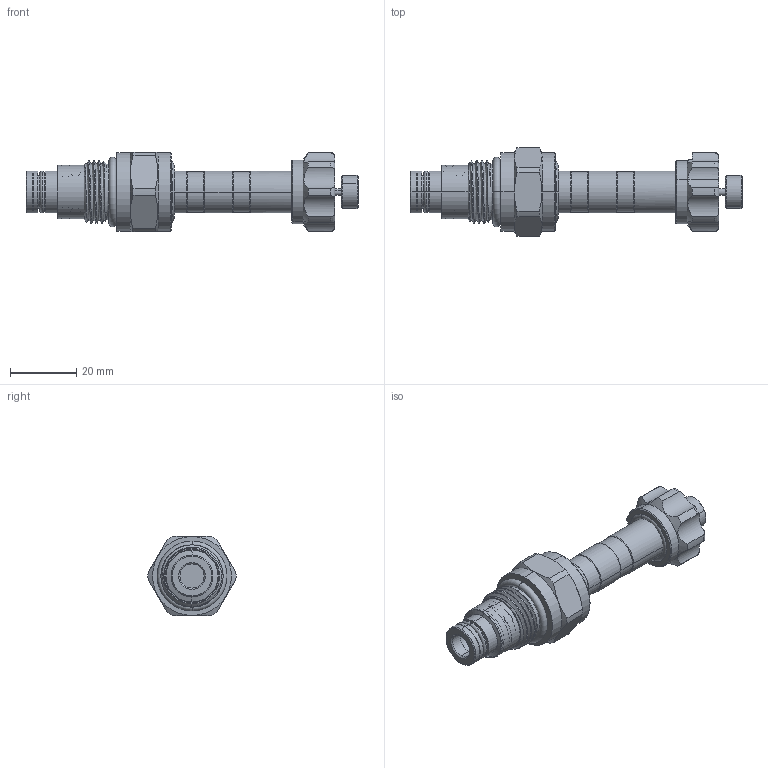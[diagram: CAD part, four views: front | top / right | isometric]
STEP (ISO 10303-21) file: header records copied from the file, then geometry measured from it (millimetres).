
FILE_DESCRIPTION (( 'STEP AP203' ), '1' );
FILE_NAME ('EP08W2A08P05.STEP', '2020-03-31T09:36:27', ( '' ), ( '' ), 'SwSTEP 2.0', 'SolidWorks 2018', '' );
FILE_SCHEMA (( 'CONFIG_CONTROL_DESIGN' ));
Length unit declared in the file: millimetre
Products named in the file (1): EP08W2A08P05
Bounding box: 100.55 x 26.66 x 24 mm (x, y, z)
Volume: 22042 mm3; surface area: 9240 mm2
Topology: 4 solids, 4 shells, 248 faces, 617 edges, 390 vertices
Faces by surface type: cylinder 134, plane 46, cone 40, torus 24, bspline 4
Entity records: 11120 total; most frequent: CARTESIAN_POINT 5221, ORIENTED_EDGE 1234, DIRECTION 1227, EDGE_CURVE 617, AXIS2_PLACEMENT_3D 515, VERTEX_POINT 390, CIRCLE 270, EDGE_LOOP 269
